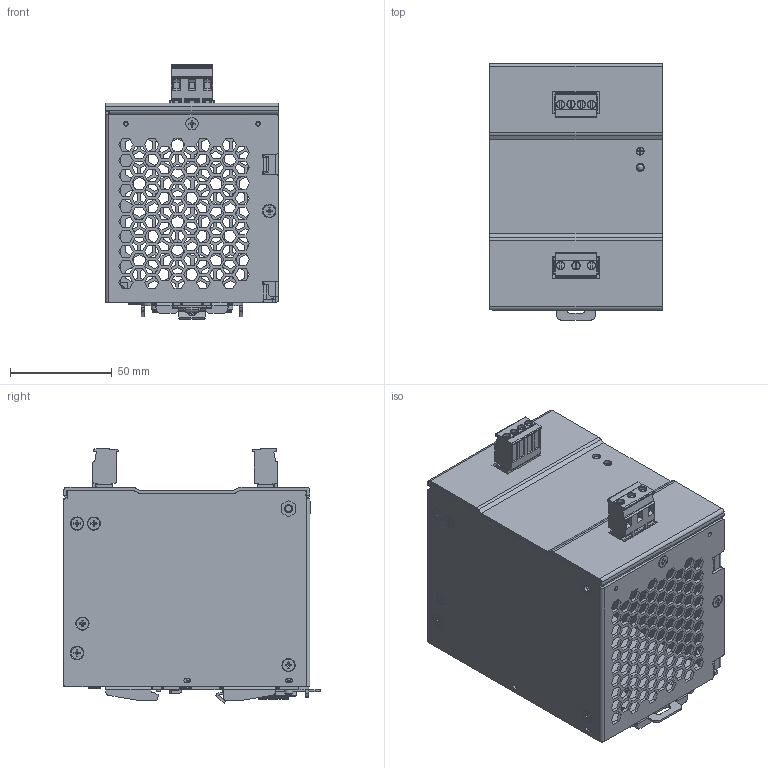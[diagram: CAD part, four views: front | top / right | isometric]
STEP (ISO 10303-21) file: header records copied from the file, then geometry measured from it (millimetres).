
FILE_DESCRIPTION (( 'STEP AP214' ), '1' );
FILE_NAME ('RZI240-24-P-3D.STEP', '2016-06-20T10:34:16', ( '' ), ( '' ), 'SwSTEP 2.0', 'SolidWorks 2016', '' );
FILE_SCHEMA (( 'AUTOMOTIVE_DESIGN' ));
Length unit declared in the file: millimetre
Products named in the file (1): RZI240-24-P-3D
Bounding box: 85 x 126 x 125.22 mm (x, y, z)
Surface area: 201589.9 mm2 (no closed solid volume)
Topology: 0 solids, 49 shells, 4314 faces, 11711 edges, 7519 vertices
Faces by surface type: plane 2879, cylinder 889, bspline 305, cone 241
Entity records: 203890 total; most frequent: CARTESIAN_POINT 50890, ORIENTED_EDGE 23221, DIRECTION 19047, EDGE_CURVE 11616, VECTOR 8113, LINE 8113, VERTEX_POINT 7519, AXIS2_PLACEMENT_3D 5467
